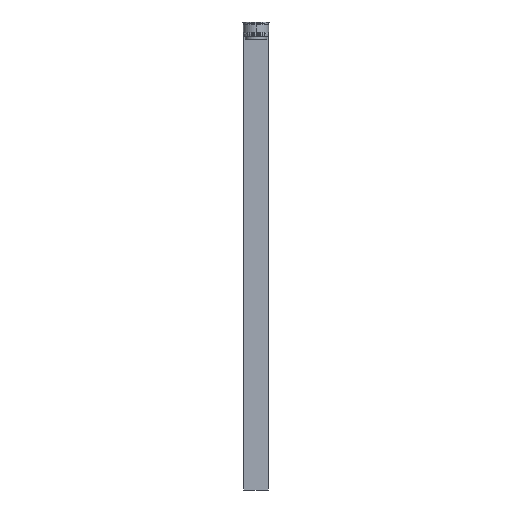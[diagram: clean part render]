
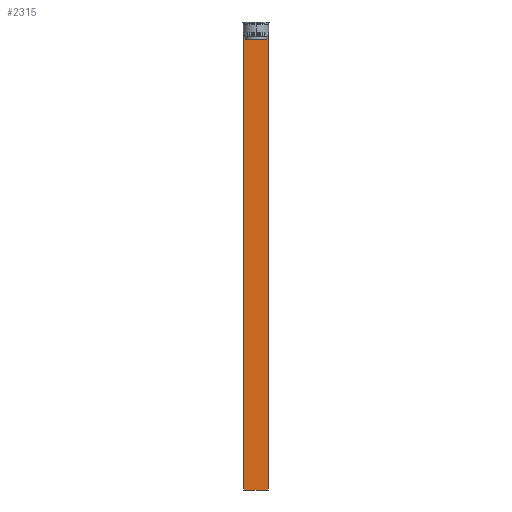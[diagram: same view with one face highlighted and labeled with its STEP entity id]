
A CAD part, left-side view. The second image highlights one B-rep face of the part: STEP entity #2315.
In plain terms, the highlighted planar face has unit normal (-1, 0, 0).
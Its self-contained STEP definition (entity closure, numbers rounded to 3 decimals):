
#6 = ORIENTED_EDGE ( 'NONE', *, *, #1161, .F. ) ;
#30 = CARTESIAN_POINT ( 'NONE',  ( -0.5, -12.25, -464. ) ) ;
#43 = LINE ( 'NONE', #469, #408 ) ;
#45 = EDGE_CURVE ( 'NONE', #650, #2204, #1213, .T. ) ;
#55 = CARTESIAN_POINT ( 'NONE',  ( -0.5, -12.25, -14. ) ) ;
#69 = VECTOR ( 'NONE', #1542, 1000. ) ;
#77 = EDGE_CURVE ( 'NONE', #2530, #2022, #895, .T. ) ;
#200 = CARTESIAN_POINT ( 'NONE',  ( -0.5, -12.25, 10.52 ) ) ;
#311 = CARTESIAN_POINT ( 'NONE',  ( -0.5, 11.389, -14. ) ) ;
#389 = EDGE_CURVE ( 'NONE', #1920, #454, #1739, .T. ) ;
#408 = VECTOR ( 'NONE', #925, 1000. ) ;
#420 = ORIENTED_EDGE ( 'NONE', *, *, #45, .F. ) ;
#434 = LINE ( 'NONE', #648, #1064 ) ;
#454 = VERTEX_POINT ( 'NONE', #30 ) ;
#463 = EDGE_CURVE ( 'NONE', #1241, #568, #43, .T. ) ;
#469 = CARTESIAN_POINT ( 'NONE',  ( -0.5, 12.25, 10.52 ) ) ;
#564 = CARTESIAN_POINT ( 'NONE',  ( -0.5, 10.889, -14.5 ) ) ;
#568 = VERTEX_POINT ( 'NONE', #1107 ) ;
#616 = CARTESIAN_POINT ( 'NONE',  ( -0.5, 10.889, -14.5 ) ) ;
#639 = LINE ( 'NONE', #1442, #1572 ) ;
#648 = CARTESIAN_POINT ( 'NONE',  ( -0.5, -12.25, -14. ) ) ;
#650 = VERTEX_POINT ( 'NONE', #957 ) ;
#731 = ORIENTED_EDGE ( 'NONE', *, *, #389, .F. ) ;
#761 = CARTESIAN_POINT ( 'NONE',  ( -0.5, 11.389, -14. ) ) ;
#795 = LINE ( 'NONE', #1306, #69 ) ;
#796 = EDGE_CURVE ( 'NONE', #2204, #1594, #2579, .T. ) ;
#816 = CARTESIAN_POINT ( 'NONE',  ( -0.5, 11.055, -14.333 ) ) ;
#895 = B_SPLINE_CURVE_WITH_KNOTS ( 'NONE', 3,
 ( #761, #2546, #816, #616 ),
 .UNSPECIFIED., .F., .F.,
 ( 4, 4 ),
 ( 0.019, 0.02 ),
 .UNSPECIFIED. ) ;
#922 = B_SPLINE_CURVE_WITH_KNOTS ( 'NONE', 3,
 ( #1490, #1874, #2724, #1672 ),
 .UNSPECIFIED., .F., .F.,
 ( 4, 4 ),
 ( 0.05, 0.051 ),
 .UNSPECIFIED. ) ;
#925 = DIRECTION ( 'NONE',  ( 0., 0., -1. ) ) ;
#930 = VECTOR ( 'NONE', #1634, 1000. ) ;
#956 = ORIENTED_EDGE ( 'NONE', *, *, #796, .F. ) ;
#957 = CARTESIAN_POINT ( 'NONE',  ( -0.5, 10.889, -17. ) ) ;
#961 = CARTESIAN_POINT ( 'NONE',  ( -0.5, -10.889, -17. ) ) ;
#1013 = VECTOR ( 'NONE', #1960, 1000. ) ;
#1030 = EDGE_CURVE ( 'NONE', #2487, #1920, #1409, .T. ) ;
#1031 = CARTESIAN_POINT ( 'NONE',  ( -0.5, -10.889, 0. ) ) ;
#1064 = VECTOR ( 'NONE', #1704, 1000. ) ;
#1107 = CARTESIAN_POINT ( 'NONE',  ( -0.5, 12.25, -464. ) ) ;
#1161 = EDGE_CURVE ( 'NONE', #1241, #2530, #434, .T. ) ;
#1213 = LINE ( 'NONE', #1486, #1344 ) ;
#1234 = ORIENTED_EDGE ( 'NONE', *, *, #1688, .F. ) ;
#1241 = VERTEX_POINT ( 'NONE', #1944 ) ;
#1273 = DIRECTION ( 'NONE',  ( 0., -1., 0. ) ) ;
#1283 = DIRECTION ( 'NONE',  ( 0., 0., 1. ) ) ;
#1301 = FACE_OUTER_BOUND ( 'NONE', #1502, .T. ) ;
#1306 = CARTESIAN_POINT ( 'NONE',  ( -0.5, -12.25, -464. ) ) ;
#1342 = CARTESIAN_POINT ( 'NONE',  ( -0.5, -11.389, -14. ) ) ;
#1344 = VECTOR ( 'NONE', #1273, 1000. ) ;
#1409 = LINE ( 'NONE', #1646, #930 ) ;
#1442 = CARTESIAN_POINT ( 'NONE',  ( -0.5, 10.889, 0. ) ) ;
#1486 = CARTESIAN_POINT ( 'NONE',  ( -0.5, 10.9, -17. ) ) ;
#1490 = CARTESIAN_POINT ( 'NONE',  ( -0.5, -10.889, -14.5 ) ) ;
#1502 = EDGE_LOOP ( 'NONE', ( #2285, #6, #1743, #1234, #731, #2524, #2402, #956, #420, #2006 ) ) ;
#1505 = PLANE ( 'NONE',  #1626 ) ;
#1542 = DIRECTION ( 'NONE',  ( 0., 1., 0. ) ) ;
#1572 = VECTOR ( 'NONE', #2565, 1000. ) ;
#1594 = VERTEX_POINT ( 'NONE', #2358 ) ;
#1626 = AXIS2_PLACEMENT_3D ( 'NONE', #200, #1904, #2787 ) ;
#1634 = DIRECTION ( 'NONE',  ( 0., -1., 0. ) ) ;
#1646 = CARTESIAN_POINT ( 'NONE',  ( -0.5, -12.25, -14. ) ) ;
#1672 = CARTESIAN_POINT ( 'NONE',  ( -0.5, -11.389, -14. ) ) ;
#1688 = EDGE_CURVE ( 'NONE', #454, #568, #795, .T. ) ;
#1704 = DIRECTION ( 'NONE',  ( 0., -1., 0. ) ) ;
#1739 = LINE ( 'NONE', #2382, #1013 ) ;
#1743 = ORIENTED_EDGE ( 'NONE', *, *, #463, .T. ) ;
#1874 = CARTESIAN_POINT ( 'NONE',  ( -0.5, -11.055, -14.333 ) ) ;
#1904 = DIRECTION ( 'NONE',  ( -1., 0., 0. ) ) ;
#1920 = VERTEX_POINT ( 'NONE', #55 ) ;
#1944 = CARTESIAN_POINT ( 'NONE',  ( -0.5, 12.25, -14. ) ) ;
#1960 = DIRECTION ( 'NONE',  ( 0., 0., -1. ) ) ;
#2006 = ORIENTED_EDGE ( 'NONE', *, *, #2779, .F. ) ;
#2013 = VECTOR ( 'NONE', #1283, 1000. ) ;
#2022 = VERTEX_POINT ( 'NONE', #564 ) ;
#2204 = VERTEX_POINT ( 'NONE', #961 ) ;
#2285 = ORIENTED_EDGE ( 'NONE', *, *, #77, .F. ) ;
#2315 = ADVANCED_FACE ( 'NONE', ( #1301 ), #1505, .T. ) ;
#2358 = CARTESIAN_POINT ( 'NONE',  ( -0.5, -10.889, -14.5 ) ) ;
#2382 = CARTESIAN_POINT ( 'NONE',  ( -0.5, -12.25, 10.52 ) ) ;
#2387 = EDGE_CURVE ( 'NONE', #1594, #2487, #922, .T. ) ;
#2402 = ORIENTED_EDGE ( 'NONE', *, *, #2387, .F. ) ;
#2487 = VERTEX_POINT ( 'NONE', #1342 ) ;
#2524 = ORIENTED_EDGE ( 'NONE', *, *, #1030, .F. ) ;
#2530 = VERTEX_POINT ( 'NONE', #311 ) ;
#2546 = CARTESIAN_POINT ( 'NONE',  ( -0.5, 11.222, -14.167 ) ) ;
#2565 = DIRECTION ( 'NONE',  ( 0., 0., -1. ) ) ;
#2579 = LINE ( 'NONE', #1031, #2013 ) ;
#2724 = CARTESIAN_POINT ( 'NONE',  ( -0.5, -11.222, -14.167 ) ) ;
#2779 = EDGE_CURVE ( 'NONE', #2022, #650, #639, .T. ) ;
#2787 = DIRECTION ( 'NONE',  ( 0., 0., 1. ) ) ;
